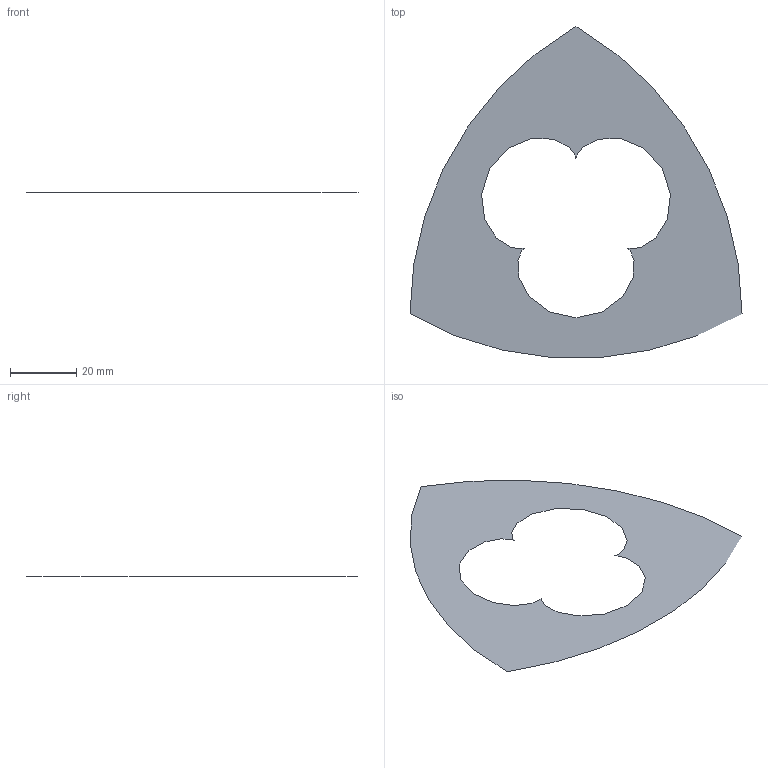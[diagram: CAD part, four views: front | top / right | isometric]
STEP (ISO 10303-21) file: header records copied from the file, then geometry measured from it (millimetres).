
FILE_DESCRIPTION(('FreeCAD Model'),'2;1');
FILE_NAME('ReuleuxCardioid.step','2020-12-11T21:36:11',('Author'),(''), 'Open CASCADE STEP processor 7.3','FreeCAD','Unknown');
FILE_SCHEMA(('AUTOMOTIVE_DESIGN { 1 0 10303 214 1 1 1 1 }'));
Length unit declared in the file: millimetre
Products named in the file (1): difference
Bounding box: 100 x 99.72 x 0 mm (x, y, z)
Surface area: 4830.8 mm2 (no closed solid volume)
Topology: 0 solids, 1 shells, 1 faces, 40 edges, 40 vertices
Faces by surface type: plane 1
Entity records: 641 total; most frequent: CARTESIAN_POINT 122, DIRECTION 88, LINE 72, VECTOR 72, ORIENTED_EDGE 40, EDGE_CURVE 40, VERTEX_POINT 40, SURFACE_CURVE 40
